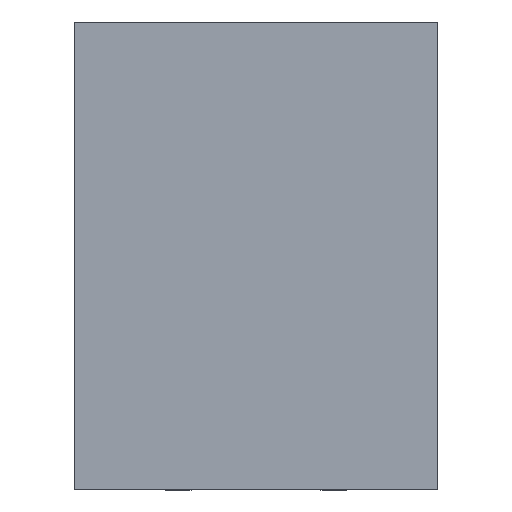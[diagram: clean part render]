
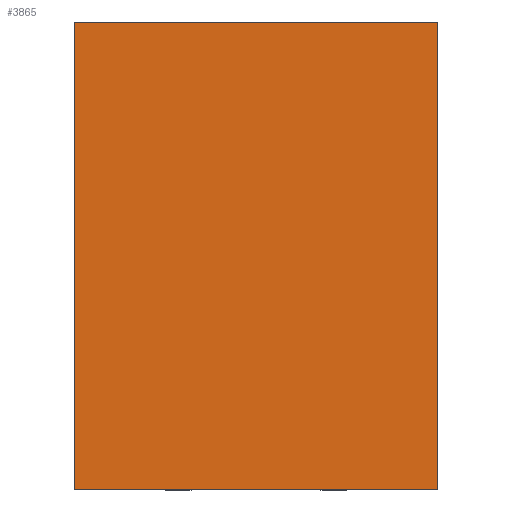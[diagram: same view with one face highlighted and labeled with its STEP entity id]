
A CAD part, top view. The second image highlights one B-rep face of the part: STEP entity #3865.
In plain terms, the highlighted face is planar.
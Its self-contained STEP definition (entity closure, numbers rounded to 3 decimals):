
#1664=DIRECTION('',(0.,0.,1.));
#1665=VECTOR('',#1664,4.5);
#1666=CARTESIAN_POINT('',(-1.75,0.975,-2.25));
#1667=LINE('',#1666,#1665);
#1671=DIRECTION('',(-1.,0.,0.));
#1672=VECTOR('',#1671,3.5);
#1673=CARTESIAN_POINT('',(1.75,0.975,-2.25));
#1674=LINE('',#1673,#1672);
#1678=DIRECTION('',(0.,0.,-1.));
#1679=VECTOR('',#1678,4.5);
#1680=CARTESIAN_POINT('',(1.75,0.975,2.25));
#1681=LINE('',#1680,#1679);
#1685=DIRECTION('',(1.,0.,0.));
#1686=VECTOR('',#1685,3.5);
#1687=CARTESIAN_POINT('',(-1.75,0.975,2.25));
#1688=LINE('',#1687,#1686);
#2358=CARTESIAN_POINT('',(-1.75,0.975,-2.25));
#2359=CARTESIAN_POINT('',(-1.75,0.975,2.25));
#2360=VERTEX_POINT('',#2358);
#2361=VERTEX_POINT('',#2359);
#2362=CARTESIAN_POINT('',(1.75,0.975,2.25));
#2363=VERTEX_POINT('',#2362);
#2364=CARTESIAN_POINT('',(1.75,0.975,-2.25));
#2365=VERTEX_POINT('',#2364);
#3854=CARTESIAN_POINT('',(0.,0.975,0.));
#3855=DIRECTION('',(0.,1.,0.));
#3856=DIRECTION('',(1.,0.,0.));
#3857=AXIS2_PLACEMENT_3D('',#3854,#3855,#3856);
#3858=PLANE('',#3857);
#3859=ORIENTED_EDGE('',*,*,#3421,.F.);
#3860=ORIENTED_EDGE('',*,*,#3043,.F.);
#3861=ORIENTED_EDGE('',*,*,#3149,.F.);
#3862=ORIENTED_EDGE('',*,*,#3272,.F.);
#3863=EDGE_LOOP('',(#3859,#3860,#3861,#3862));
#3864=FACE_OUTER_BOUND('',#3863,.F.);
#3043=EDGE_CURVE('',#2365,#2360,#1674,.T.);
#3149=EDGE_CURVE('',#2363,#2365,#1681,.T.);
#3272=EDGE_CURVE('',#2361,#2363,#1688,.T.);
#3421=EDGE_CURVE('',#2360,#2361,#1667,.T.);
#3865=ADVANCED_FACE('',(#3864),#3858,.T.);
